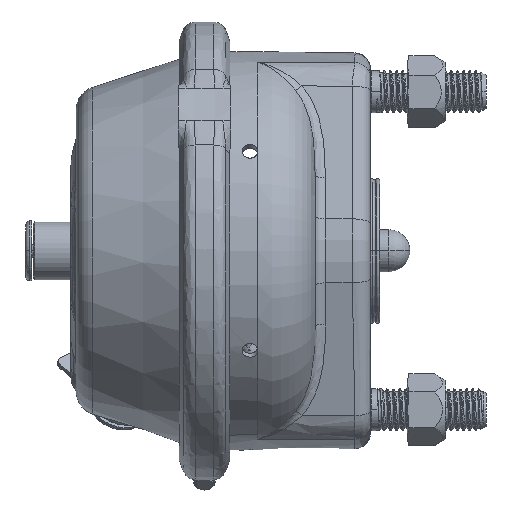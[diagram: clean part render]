
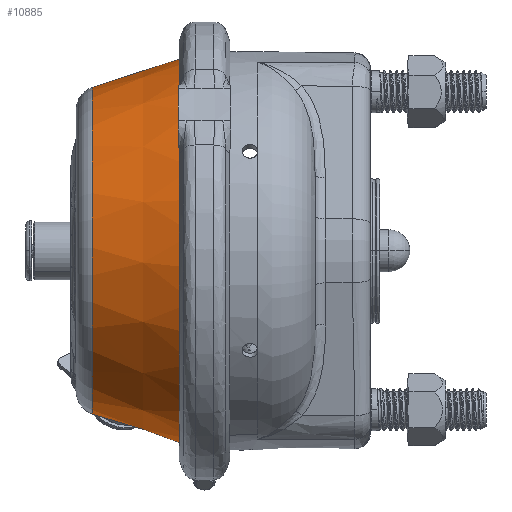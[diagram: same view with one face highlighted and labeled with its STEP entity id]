
A CAD part, left-side view. The second image highlights one B-rep face of the part: STEP entity #10885.
In plain terms, the highlighted conical face has half-angle 18.402 degrees and reference radius 68.421 mm.
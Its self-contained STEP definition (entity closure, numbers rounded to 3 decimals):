
#1884=CARTESIAN_POINT('',(0.,0.,41.341));
#1885=DIRECTION('',(0.,0.,1.));
#1886=DIRECTION('',(0.946,0.325,0.));
#1887=AXIS2_PLACEMENT_3D('',#1884,#1885,#1886);
#1889=CARTESIAN_POINT('',(0.,0.,2.984));
#1890=DIRECTION('',(0.,0.,-1.));
#1891=DIRECTION('',(0.969,-0.247,0.));
#1892=AXIS2_PLACEMENT_3D('',#1889,#1890,#1891);
#1899=CARTESIAN_POINT('',(0.,0.,2.984));
#1900=DIRECTION('',(0.,0.,-1.));
#1901=DIRECTION('',(0.,1.,0.));
#1902=AXIS2_PLACEMENT_3D('',#1899,#1900,#1901);
#1911=CARTESIAN_POINT('',(72.491,-18.446,2.984));
#1912=CARTESIAN_POINT('',(72.41,-18.531,3.157));
#1913=CARTESIAN_POINT('',(72.242,-18.701,3.521));
#1914=CARTESIAN_POINT('',(71.971,-18.948,4.12));
#1915=CARTESIAN_POINT('',(71.681,-19.188,4.776));
#1916=CARTESIAN_POINT('',(71.374,-19.418,5.489));
#1917=CARTESIAN_POINT('',(71.156,-19.564,6.004));
#1918=CARTESIAN_POINT('',(71.044,-19.635,6.271));
#1946=CARTESIAN_POINT('',(71.044,-19.635,6.271));
#1947=CARTESIAN_POINT('',(70.789,-19.797,6.881));
#1948=CARTESIAN_POINT('',(70.264,-20.063,8.181));
#1949=CARTESIAN_POINT('',(69.438,-20.316,10.357));
#1950=CARTESIAN_POINT('',(68.556,-20.451,12.782));
#1951=CARTESIAN_POINT('',(67.924,-20.471,14.584));
#1952=CARTESIAN_POINT('',(67.598,-20.461,15.53));
#1985=CARTESIAN_POINT('',(67.598,-20.461,15.53));
#1986=CARTESIAN_POINT('',(66.535,-20.429,18.617));
#1987=CARTESIAN_POINT('',(64.456,-20.364,24.646));
#1988=CARTESIAN_POINT('',(61.493,-20.27,33.208));
#1989=CARTESIAN_POINT('',(59.594,-20.209,38.675));
#1990=CARTESIAN_POINT('',(58.666,-20.179,41.341));
#2131=CARTESIAN_POINT('',(67.598,20.461,15.53));
#2132=CARTESIAN_POINT('',(67.924,20.471,14.584));
#2133=CARTESIAN_POINT('',(68.556,20.451,12.782));
#2134=CARTESIAN_POINT('',(69.438,20.316,10.357));
#2135=CARTESIAN_POINT('',(70.264,20.063,8.181));
#2136=CARTESIAN_POINT('',(70.789,19.797,6.881));
#2137=CARTESIAN_POINT('',(71.044,19.635,6.271));
#2151=CARTESIAN_POINT('',(58.666,20.179,41.341));
#2152=CARTESIAN_POINT('',(59.594,20.209,38.675));
#2153=CARTESIAN_POINT('',(61.493,20.27,33.208));
#2154=CARTESIAN_POINT('',(64.456,20.364,24.646));
#2155=CARTESIAN_POINT('',(66.535,20.429,18.617));
#2156=CARTESIAN_POINT('',(67.598,20.461,15.53));
#2182=CARTESIAN_POINT('',(58.666,20.179,41.341));
#2883=CARTESIAN_POINT('',(71.044,19.635,6.271));
#2884=CARTESIAN_POINT('',(71.183,19.547,5.939));
#2885=CARTESIAN_POINT('',(71.452,19.364,5.305));
#2886=CARTESIAN_POINT('',(71.828,19.072,4.441));
#2887=CARTESIAN_POINT('',(72.176,18.766,3.664));
#2888=CARTESIAN_POINT('',(72.389,18.553,3.202));
#2889=CARTESIAN_POINT('',(72.491,18.446,2.984));
#5111=CARTESIAN_POINT('',(0.,0.,2.984));
#5112=DIRECTION('',(0.,0.,-1.));
#5113=DIRECTION('',(0.,-1.,0.));
#5114=AXIS2_PLACEMENT_3D('',#5111,#5112,#5113);
#6922=CARTESIAN_POINT('',(72.491,-18.446,2.984));
#6923=CARTESIAN_POINT('',(0.,-74.801,
2.984));
#6924=VERTEX_POINT('',#6922);
#6925=VERTEX_POINT('',#6923);
#6926=CARTESIAN_POINT('',(0.,74.801,2.984));
#6927=CARTESIAN_POINT('',(72.491,18.446,2.984));
#6928=VERTEX_POINT('',#6926);
#6929=VERTEX_POINT('',#6927);
#7936=VERTEX_POINT('',#1946);
#7937=VERTEX_POINT('',#1952);
#7939=VERTEX_POINT('',#1990);
#7990=VERTEX_POINT('',#2182);
#7992=VERTEX_POINT('',#2156);
#7994=VERTEX_POINT('',#2137);
#10859=CARTESIAN_POINT('',(0.,0.,22.163));
#10860=DIRECTION('',(0.,0.,-1.));
#10861=DIRECTION('',(0.,-1.,0.));
#10862=AXIS2_PLACEMENT_3D('',#10859,#10860,#10861);
#10863=CONICAL_SURFACE('',#10862,68.42,18.402);
#10865=ORIENTED_EDGE('',*,*,#10864,.T.);
#10867=ORIENTED_EDGE('',*,*,#10866,.T.);
#10869=ORIENTED_EDGE('',*,*,#10868,.T.);
#10871=ORIENTED_EDGE('',*,*,#10870,.F.);
#10873=ORIENTED_EDGE('',*,*,#10872,.F.);
#10875=ORIENTED_EDGE('',*,*,#10874,.F.);
#10876=ORIENTED_EDGE('',*,*,#10826,.T.);
#10878=ORIENTED_EDGE('',*,*,#10877,.F.);
#10880=ORIENTED_EDGE('',*,*,#10879,.F.);
#10882=ORIENTED_EDGE('',*,*,#10881,.F.);
#10883=EDGE_LOOP('',(#10865,#10867,#10869,#10871,#10873,#10875,#10876,#10878,
#10880,#10882));
#10884=FACE_OUTER_BOUND('',#10883,.F.);
#1888=CIRCLE('',#1887,62.04);
#1893=CIRCLE('',#1892,74.801);
#1903=CIRCLE('',#1902,74.801);
#1919=B_SPLINE_CURVE_WITH_KNOTS('',3,(#1911,#1912,#1913,#1914,#1915,#1916,#1917,
#1918),.UNSPECIFIED.,.F.,.F.,(4,1,1,1,1,4),(0.,0.2,0.4,0.6,0.8,1.),
.UNSPECIFIED.);
#1953=B_SPLINE_CURVE_WITH_KNOTS('',3,(#1946,#1947,#1948,#1949,#1950,#1951,
#1952),.UNSPECIFIED.,.F.,.F.,(4,1,1,1,4),(0.,0.25,0.5,0.75,1.),
.UNSPECIFIED.);
#1991=B_SPLINE_CURVE_WITH_KNOTS('',3,(#1985,#1986,#1987,#1988,#1989,#1990),
.UNSPECIFIED.,.F.,.F.,(4,1,1,4),(0.,0.333,0.667,1.),
.UNSPECIFIED.);
#2138=B_SPLINE_CURVE_WITH_KNOTS('',3,(#2131,#2132,#2133,#2134,#2135,#2136,
#2137),.UNSPECIFIED.,.F.,.F.,(4,1,1,1,4),(0.,0.25,0.5,0.75,1.),
.UNSPECIFIED.);
#2157=B_SPLINE_CURVE_WITH_KNOTS('',3,(#2151,#2152,#2153,#2154,#2155,#2156),
.UNSPECIFIED.,.F.,.F.,(4,1,1,4),(0.,0.333,0.667,1.),
.UNSPECIFIED.);
#2890=B_SPLINE_CURVE_WITH_KNOTS('',3,(#2883,#2884,#2885,#2886,#2887,#2888,
#2889),.UNSPECIFIED.,.F.,.F.,(4,1,1,1,4),(0.,0.25,0.5,0.75,1.),
.UNSPECIFIED.);
#5115=CIRCLE('',#5114,74.801);
#10826=EDGE_CURVE('',#7990,#7939,#1888,.T.);
#10864=EDGE_CURVE('',#6924,#6925,#1893,.T.);
#10866=EDGE_CURVE('',#6925,#6928,#5115,.T.);
#10868=EDGE_CURVE('',#6928,#6929,#1903,.T.);
#10870=EDGE_CURVE('',#7994,#6929,#2890,.T.);
#10872=EDGE_CURVE('',#7992,#7994,#2138,.T.);
#10874=EDGE_CURVE('',#7990,#7992,#2157,.T.);
#10877=EDGE_CURVE('',#7937,#7939,#1991,.T.);
#10879=EDGE_CURVE('',#7936,#7937,#1953,.T.);
#10881=EDGE_CURVE('',#6924,#7936,#1919,.T.);
#10885=ADVANCED_FACE('',(#10884),#10863,.T.);
